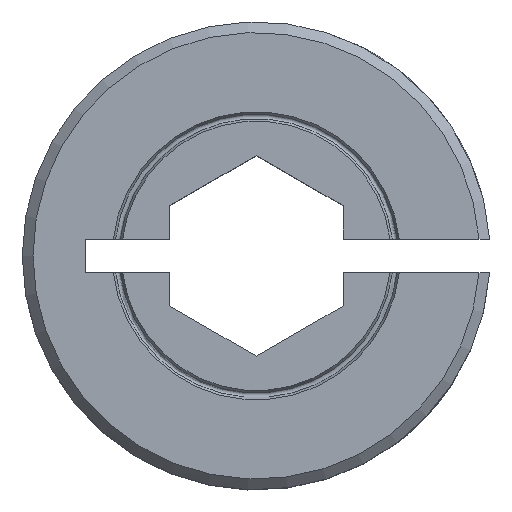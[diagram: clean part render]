
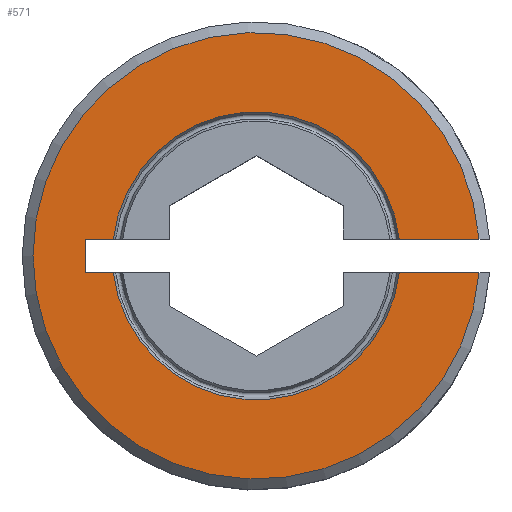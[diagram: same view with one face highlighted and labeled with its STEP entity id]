
A CAD part, top view. The second image highlights one B-rep face of the part: STEP entity #571.
In plain terms, the highlighted planar face has unit normal (0, 0, 1).
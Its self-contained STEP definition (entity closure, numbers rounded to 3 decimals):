
#45=CIRCLE('',#610,10.605);
#46=CIRCLE('',#614,6.84);
#48=CIRCLE('',#618,6.84);
#97=FACE_OUTER_BOUND('',#134,.T.);
#134=EDGE_LOOP('',(#510,#511,#512,#513,#514,#515,#516,#517));
#143=LINE('',#777,#188);
#147=LINE('',#817,#192);
#157=LINE('',#887,#202);
#177=LINE('',#962,#222);
#181=LINE('',#1067,#226);
#188=VECTOR('',#634,1.334);
#192=VECTOR('',#640,3.781);
#202=VECTOR('',#660,3.781);
#222=VECTOR('',#700,1.334);
#226=VECTOR('',#742,1.588);
#232=VERTEX_POINT('',#774);
#233=VERTEX_POINT('',#776);
#241=VERTEX_POINT('',#812);
#242=VERTEX_POINT('',#816);
#256=VERTEX_POINT('',#882);
#257=VERTEX_POINT('',#886);
#275=VERTEX_POINT('',#957);
#276=VERTEX_POINT('',#961);
#289=EDGE_CURVE('',#233,#232,#143,.T.);
#298=EDGE_CURVE('',#242,#241,#147,.T.);
#316=EDGE_CURVE('',#257,#256,#157,.T.);
#343=EDGE_CURVE('',#275,#276,#177,.T.);
#358=EDGE_CURVE('',#257,#241,#45,.T.);
#359=EDGE_CURVE('',#276,#232,#181,.T.);
#360=EDGE_CURVE('',#275,#242,#46,.T.);
#362=EDGE_CURVE('',#256,#233,#48,.T.);
#510=ORIENTED_EDGE('',*,*,#360,.T.);
#511=ORIENTED_EDGE('',*,*,#298,.T.);
#512=ORIENTED_EDGE('',*,*,#358,.F.);
#513=ORIENTED_EDGE('',*,*,#316,.T.);
#514=ORIENTED_EDGE('',*,*,#362,.T.);
#515=ORIENTED_EDGE('',*,*,#289,.T.);
#516=ORIENTED_EDGE('',*,*,#359,.F.);
#517=ORIENTED_EDGE('',*,*,#343,.F.);
#543=PLANE('',#617);
#571=ADVANCED_FACE('',(#97),#543,.T.);
#610=AXIS2_PLACEMENT_3D('',#1064,#736,#737);
#614=AXIS2_PLACEMENT_3D('',#1069,#745,#746);
#617=AXIS2_PLACEMENT_3D('',#1072,#751,#752);
#618=AXIS2_PLACEMENT_3D('',#1073,#753,#754);
#634=DIRECTION('',(-1.,0.,0.));
#640=DIRECTION('',(1.,0.,0.));
#660=DIRECTION('',(-1.,0.,0.));
#700=DIRECTION('',(-1.,0.,0.));
#736=DIRECTION('center_axis',(0.,0.,
-1.));
#737=DIRECTION('ref_axis',(-1.,0.,0.));
#742=DIRECTION('',(0.,-1.,0.));
#745=DIRECTION('center_axis',(0.,0.,
-1.));
#746=DIRECTION('ref_axis',(-0.993,0.116,0.));
#751=DIRECTION('center_axis',(0.,0.,1.));
#752=DIRECTION('ref_axis',(1.,0.,0.));
#753=DIRECTION('center_axis',(0.,0.,
-1.));
#754=DIRECTION('ref_axis',(0.993,-0.116,0.));
#774=CARTESIAN_POINT('',(-8.128,-0.794,8.712));
#776=CARTESIAN_POINT('',(-6.794,-0.794,8.712));
#777=CARTESIAN_POINT('',(-6.794,-0.794,8.712));
#812=CARTESIAN_POINT('',(10.575,0.794,8.712));
#816=CARTESIAN_POINT('',(6.794,0.794,8.712));
#817=CARTESIAN_POINT('',(6.794,0.794,8.712));
#882=CARTESIAN_POINT('',(6.794,-0.794,8.712));
#886=CARTESIAN_POINT('',(10.575,-0.794,8.712));
#887=CARTESIAN_POINT('',(10.575,-0.794,8.712));
#957=CARTESIAN_POINT('',(-6.794,0.794,8.712));
#961=CARTESIAN_POINT('',(-8.128,0.794,8.712));
#962=CARTESIAN_POINT('',(-6.794,0.794,8.712));
#1064=CARTESIAN_POINT('Origin',(0.,0.,
8.712));
#1067=CARTESIAN_POINT('',(-8.128,0.794,8.712));
#1069=CARTESIAN_POINT('Origin',(0.,0.,
8.712));
#1072=CARTESIAN_POINT('Origin',(-0.015,-10.732,8.712));
#1073=CARTESIAN_POINT('Origin',(0.,0.,
8.712));
